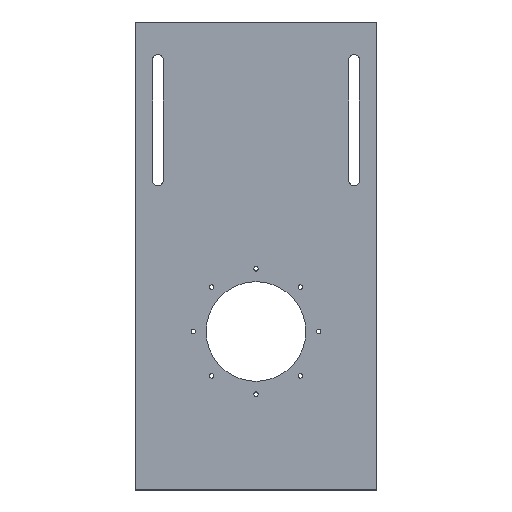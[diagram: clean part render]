
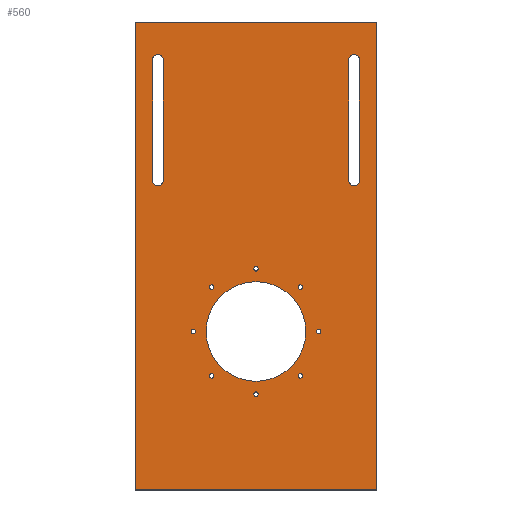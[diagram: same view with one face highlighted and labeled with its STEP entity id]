
A CAD part, front view. The second image highlights one B-rep face of the part: STEP entity #560.
In plain terms, the highlighted planar face has unit normal (0, -1, 0).
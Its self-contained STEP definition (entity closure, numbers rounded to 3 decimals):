
#33=FACE_BOUND('',#129,.T.);
#34=FACE_BOUND('',#130,.T.);
#35=FACE_BOUND('',#131,.T.);
#36=FACE_BOUND('',#132,.T.);
#37=FACE_BOUND('',#133,.T.);
#38=FACE_BOUND('',#134,.T.);
#39=FACE_BOUND('',#135,.T.);
#40=FACE_BOUND('',#136,.T.);
#41=FACE_BOUND('',#137,.T.);
#42=FACE_BOUND('',#138,.T.);
#43=FACE_BOUND('',#139,.T.);
#56=PLANE('',#636);
#85=FACE_OUTER_BOUND('',#128,.T.);
#128=EDGE_LOOP('',(#495,#496,#497,#498));
#129=EDGE_LOOP('',(#499,#500,#501,#502));
#130=EDGE_LOOP('',(#503,#504,#505,#506));
#131=EDGE_LOOP('',(#507));
#132=EDGE_LOOP('',(#508));
#133=EDGE_LOOP('',(#509));
#134=EDGE_LOOP('',(#510));
#135=EDGE_LOOP('',(#511));
#136=EDGE_LOOP('',(#512));
#137=EDGE_LOOP('',(#513));
#138=EDGE_LOOP('',(#514));
#139=EDGE_LOOP('',(#515));
#145=LINE('',#836,#185);
#150=LINE('',#849,#190);
#153=LINE('',#860,#193);
#158=LINE('',#873,#198);
#168=LINE('',#934,#208);
#172=LINE('',#942,#212);
#175=LINE('',#948,#215);
#178=LINE('',#953,#218);
#185=VECTOR('',#673,10.);
#190=VECTOR('',#686,10.);
#193=VECTOR('',#697,10.);
#198=VECTOR('',#710,10.);
#208=VECTOR('',#782,10.);
#212=VECTOR('',#788,10.);
#215=VECTOR('',#793,10.);
#218=VECTOR('',#798,10.);
#227=CIRCLE('',#591,3.5);
#229=CIRCLE('',#595,3.5);
#231=CIRCLE('',#599,3.5);
#233=CIRCLE('',#603,3.5);
#235=CIRCLE('',#606,1.5);
#237=CIRCLE('',#609,1.5);
#239=CIRCLE('',#612,1.5);
#241=CIRCLE('',#615,33.);
#243=CIRCLE('',#618,1.5);
#245=CIRCLE('',#621,1.5);
#247=CIRCLE('',#624,1.5);
#249=CIRCLE('',#627,1.5);
#251=CIRCLE('',#630,1.5);
#260=VERTEX_POINT('',#833);
#261=VERTEX_POINT('',#835);
#263=VERTEX_POINT('',#841);
#265=VERTEX_POINT('',#847);
#268=VERTEX_POINT('',#857);
#269=VERTEX_POINT('',#859);
#271=VERTEX_POINT('',#865);
#273=VERTEX_POINT('',#871);
#275=VERTEX_POINT('',#880);
#277=VERTEX_POINT('',#886);
#279=VERTEX_POINT('',#892);
#281=VERTEX_POINT('',#898);
#283=VERTEX_POINT('',#904);
#285=VERTEX_POINT('',#910);
#287=VERTEX_POINT('',#916);
#289=VERTEX_POINT('',#922);
#291=VERTEX_POINT('',#928);
#292=VERTEX_POINT('',#932);
#293=VERTEX_POINT('',#933);
#296=VERTEX_POINT('',#941);
#298=VERTEX_POINT('',#947);
#311=EDGE_CURVE('',#261,#260,#145,.T.);
#315=EDGE_CURVE('',#260,#263,#227,.T.);
#318=EDGE_CURVE('',#263,#265,#150,.T.);
#320=EDGE_CURVE('',#265,#261,#229,.T.);
#323=EDGE_CURVE('',#269,#268,#153,.T.);
#327=EDGE_CURVE('',#268,#271,#231,.T.);
#330=EDGE_CURVE('',#271,#273,#158,.T.);
#332=EDGE_CURVE('',#273,#269,#233,.T.);
#335=EDGE_CURVE('',#275,#275,#235,.F.);
#338=EDGE_CURVE('',#277,#277,#237,.F.);
#341=EDGE_CURVE('',#279,#279,#239,.F.);
#344=EDGE_CURVE('',#281,#281,#241,.T.);
#347=EDGE_CURVE('',#283,#283,#243,.F.);
#350=EDGE_CURVE('',#285,#285,#245,.F.);
#353=EDGE_CURVE('',#287,#287,#247,.F.);
#356=EDGE_CURVE('',#289,#289,#249,.F.);
#359=EDGE_CURVE('',#291,#291,#251,.F.);
#360=EDGE_CURVE('',#292,#293,#168,.T.);
#364=EDGE_CURVE('',#293,#296,#172,.T.);
#367=EDGE_CURVE('',#296,#298,#175,.T.);
#370=EDGE_CURVE('',#298,#292,#178,.T.);
#495=ORIENTED_EDGE('',*,*,#370,.T.);
#496=ORIENTED_EDGE('',*,*,#360,.T.);
#497=ORIENTED_EDGE('',*,*,#364,.T.);
#498=ORIENTED_EDGE('',*,*,#367,.T.);
#499=ORIENTED_EDGE('',*,*,#311,.T.);
#500=ORIENTED_EDGE('',*,*,#315,.T.);
#501=ORIENTED_EDGE('',*,*,#318,.T.);
#502=ORIENTED_EDGE('',*,*,#320,.T.);
#503=ORIENTED_EDGE('',*,*,#323,.T.);
#504=ORIENTED_EDGE('',*,*,#327,.T.);
#505=ORIENTED_EDGE('',*,*,#330,.T.);
#506=ORIENTED_EDGE('',*,*,#332,.T.);
#507=ORIENTED_EDGE('',*,*,#359,.F.);
#508=ORIENTED_EDGE('',*,*,#356,.F.);
#509=ORIENTED_EDGE('',*,*,#353,.F.);
#510=ORIENTED_EDGE('',*,*,#350,.F.);
#511=ORIENTED_EDGE('',*,*,#347,.F.);
#512=ORIENTED_EDGE('',*,*,#344,.F.);
#513=ORIENTED_EDGE('',*,*,#341,.F.);
#514=ORIENTED_EDGE('',*,*,#338,.F.);
#515=ORIENTED_EDGE('',*,*,#335,.F.);
#560=ADVANCED_FACE('',(#85,#33,#34,#35,#36,#37,#38,#39,#40,#41,#42,#43),
#56,.F.);
#591=AXIS2_PLACEMENT_3D('',#843,#680,#681);
#595=AXIS2_PLACEMENT_3D('',#852,#691,#692);
#599=AXIS2_PLACEMENT_3D('',#867,#704,#705);
#603=AXIS2_PLACEMENT_3D('',#876,#715,#716);
#606=AXIS2_PLACEMENT_3D('',#882,#722,#723);
#609=AXIS2_PLACEMENT_3D('',#888,#729,#730);
#612=AXIS2_PLACEMENT_3D('',#894,#736,#737);
#615=AXIS2_PLACEMENT_3D('',#900,#743,#744);
#618=AXIS2_PLACEMENT_3D('',#906,#750,#751);
#621=AXIS2_PLACEMENT_3D('',#912,#757,#758);
#624=AXIS2_PLACEMENT_3D('',#918,#764,#765);
#627=AXIS2_PLACEMENT_3D('',#924,#771,#772);
#630=AXIS2_PLACEMENT_3D('',#930,#778,#779);
#636=AXIS2_PLACEMENT_3D('',#956,#802,#803);
#673=DIRECTION('',(0.,0.,-1.));
#680=DIRECTION('center_axis',(0.,1.,0.));
#681=DIRECTION('ref_axis',(1.,0.,0.));
#686=DIRECTION('',(0.,0.,1.));
#691=DIRECTION('center_axis',(0.,1.,0.));
#692=DIRECTION('ref_axis',(-1.,0.,0.));
#697=DIRECTION('',(0.,0.,-1.));
#704=DIRECTION('center_axis',(0.,1.,0.));
#705=DIRECTION('ref_axis',(1.,0.,0.));
#710=DIRECTION('',(0.,0.,1.));
#715=DIRECTION('center_axis',(0.,1.,0.));
#716=DIRECTION('ref_axis',(-1.,0.,0.));
#722=DIRECTION('center_axis',(0.,1.,0.));
#723=DIRECTION('ref_axis',(-1.,0.,0.));
#729=DIRECTION('center_axis',(0.,1.,0.));
#730=DIRECTION('ref_axis',(-1.,0.,0.));
#736=DIRECTION('center_axis',(0.,1.,0.));
#737=DIRECTION('ref_axis',(-1.,0.,0.));
#743=DIRECTION('center_axis',(0.,-1.,0.));
#744=DIRECTION('ref_axis',(-1.,0.,0.));
#750=DIRECTION('center_axis',(0.,1.,0.));
#751=DIRECTION('ref_axis',(-1.,0.,0.));
#757=DIRECTION('center_axis',(0.,1.,0.));
#758=DIRECTION('ref_axis',(-1.,0.,0.));
#764=DIRECTION('center_axis',(0.,1.,0.));
#765=DIRECTION('ref_axis',(-1.,0.,0.));
#771=DIRECTION('center_axis',(0.,1.,0.));
#772=DIRECTION('ref_axis',(-1.,0.,0.));
#778=DIRECTION('center_axis',(0.,1.,0.));
#779=DIRECTION('ref_axis',(-1.,0.,0.));
#782=DIRECTION('',(0.,0.,-1.));
#788=DIRECTION('',(1.,0.,0.));
#793=DIRECTION('',(0.,0.,1.));
#798=DIRECTION('',(-1.,0.,0.));
#802=DIRECTION('center_axis',(0.,1.,0.));
#803=DIRECTION('ref_axis',(-1.,0.,0.));
#833=CARTESIAN_POINT('',(-21.5,370.5,140.065));
#835=CARTESIAN_POINT('',(-21.5,370.5,220.065));
#836=CARTESIAN_POINT('',(-21.5,370.5,90.065));
#841=CARTESIAN_POINT('',(-28.5,370.5,140.065));
#843=CARTESIAN_POINT('Origin',(-25.,370.5,140.065));
#847=CARTESIAN_POINT('',(-28.5,370.5,220.065));
#849=CARTESIAN_POINT('',(-28.5,370.5,130.065));
#852=CARTESIAN_POINT('Origin',(-25.,370.5,220.065));
#857=CARTESIAN_POINT('',(108.5,370.5,140.065));
#859=CARTESIAN_POINT('',(108.5,370.5,220.065));
#860=CARTESIAN_POINT('',(108.5,370.5,90.065));
#865=CARTESIAN_POINT('',(101.5,370.5,140.065));
#867=CARTESIAN_POINT('Origin',(105.,370.5,140.065));
#871=CARTESIAN_POINT('',(101.5,370.5,220.065));
#873=CARTESIAN_POINT('',(101.5,370.5,130.065));
#876=CARTESIAN_POINT('Origin',(105.,370.5,220.065));
#880=CARTESIAN_POINT('',(0.,370.5,40.065));
#882=CARTESIAN_POINT('Origin',(-1.5,370.5,40.065));
#886=CARTESIAN_POINT('',(41.5,370.5,81.565));
#888=CARTESIAN_POINT('Origin',(40.,370.5,81.565));
#892=CARTESIAN_POINT('',(70.845,370.5,69.409));
#894=CARTESIAN_POINT('Origin',(69.345,370.5,69.409));
#898=CARTESIAN_POINT('',(73.,370.5,40.065));
#900=CARTESIAN_POINT('Origin',(40.,370.5,40.065));
#904=CARTESIAN_POINT('',(12.155,370.5,10.72));
#906=CARTESIAN_POINT('Origin',(10.655,370.5,10.72));
#910=CARTESIAN_POINT('',(70.845,370.5,10.72));
#912=CARTESIAN_POINT('Origin',(69.345,370.5,10.72));
#916=CARTESIAN_POINT('',(83.,370.5,40.065));
#918=CARTESIAN_POINT('Origin',(81.5,370.5,40.065));
#922=CARTESIAN_POINT('',(12.155,370.5,69.409));
#924=CARTESIAN_POINT('Origin',(10.655,370.5,69.409));
#928=CARTESIAN_POINT('',(41.5,370.5,-1.435));
#930=CARTESIAN_POINT('Origin',(40.,370.5,-1.435));
#932=CARTESIAN_POINT('',(-40.,370.5,245.065));
#933=CARTESIAN_POINT('',(-40.,370.5,-64.935));
#934=CARTESIAN_POINT('',(-40.,370.5,145.065));
#941=CARTESIAN_POINT('',(120.,370.5,-64.935));
#942=CARTESIAN_POINT('',(-40.,370.5,-64.935));
#947=CARTESIAN_POINT('',(120.,370.5,245.065));
#948=CARTESIAN_POINT('',(120.,370.5,-64.935));
#953=CARTESIAN_POINT('',(0.,370.5,245.065));
#956=CARTESIAN_POINT('Origin',(40.,370.5,40.065));
